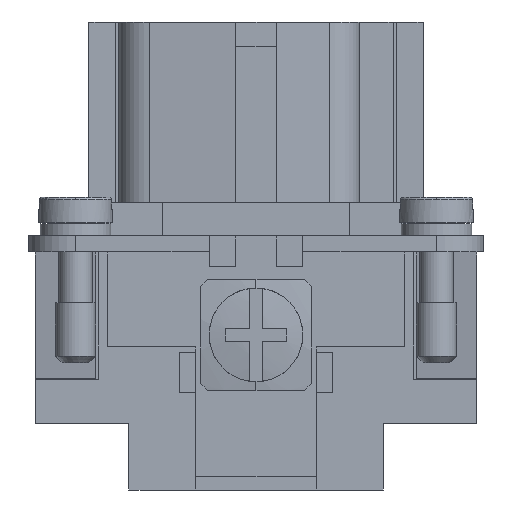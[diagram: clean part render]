
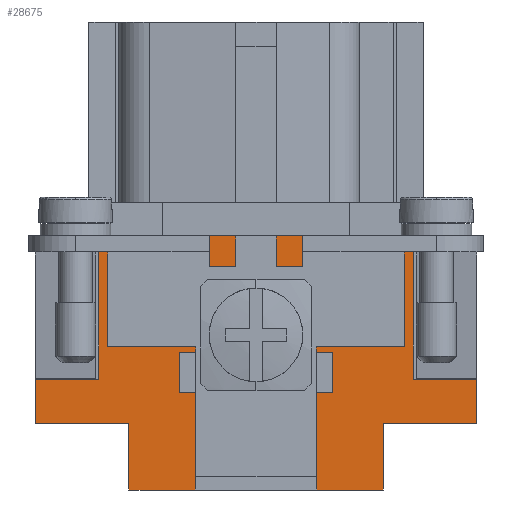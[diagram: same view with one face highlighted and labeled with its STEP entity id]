
A CAD part, left-side view. The second image highlights one B-rep face of the part: STEP entity #28675.
In plain terms, the highlighted planar face has unit normal (-1, 0, 0).
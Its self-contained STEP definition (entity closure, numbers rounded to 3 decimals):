
#20480=CARTESIAN_POINT('',(-21.55,11.75,19.0));
#20481=VERTEX_POINT('',#20480);
#20488=CARTESIAN_POINT('',(-21.55,-11.75,19.0));
#20489=VERTEX_POINT('',#20488);
#20490=CARTESIAN_POINT('',(-21.55,-11.75,19.0));
#20491=DIRECTION('',(0.0,1.0,0.0));
#20492=VECTOR('',#20491,23.5);
#20493=LINE('',#20490,#20492);
#20494=EDGE_CURVE('',#20489,#20481,#20493,.T.);
#25246=CARTESIAN_POINT('',(-21.55,-11.75,8.3));
#25247=VERTEX_POINT('',#25246);
#25256=CARTESIAN_POINT('',(-21.55,-11.75,8.3));
#25257=DIRECTION('',(0.0,0.0,1.0));
#25258=VECTOR('',#25257,10.7);
#25259=LINE('',#25256,#25258);
#25260=EDGE_CURVE('',#25247,#20489,#25259,.T.);
#25270=CARTESIAN_POINT('',(-21.55,-16.5,8.3));
#25271=VERTEX_POINT('',#25270);
#25272=CARTESIAN_POINT('',(-21.55,-16.5,8.3));
#25273=DIRECTION('',(0.0,1.0,0.0));
#25274=VECTOR('',#25273,4.75);
#25275=LINE('',#25272,#25274);
#25276=EDGE_CURVE('',#25271,#25247,#25275,.T.);
#25294=CARTESIAN_POINT('',(-21.55,11.75,8.3));
#25295=VERTEX_POINT('',#25294);
#25304=CARTESIAN_POINT('',(-21.55,11.75,19.0));
#25305=DIRECTION('',(0.0,0.0,-1.0));
#25306=VECTOR('',#25305,10.7);
#25307=LINE('',#25304,#25306);
#25308=EDGE_CURVE('',#20481,#25295,#25307,.T.);
#25350=CARTESIAN_POINT('',(-21.55,16.5,8.3));
#25351=VERTEX_POINT('',#25350);
#25352=CARTESIAN_POINT('',(-21.55,11.75,8.3));
#25353=DIRECTION('',(0.0,1.0,0.0));
#25354=VECTOR('',#25353,4.75);
#25355=LINE('',#25352,#25354);
#25356=EDGE_CURVE('',#25295,#25351,#25355,.T.);
#25496=CARTESIAN_POINT('',(-21.55,16.5,5.0));
#25497=VERTEX_POINT('',#25496);
#25504=CARTESIAN_POINT('',(-21.55,16.5,5.0));
#25505=DIRECTION('',(0.0,0.0,1.0));
#25506=VECTOR('',#25505,3.3);
#25507=LINE('',#25504,#25506);
#25508=EDGE_CURVE('',#25497,#25351,#25507,.T.);
#25596=CARTESIAN_POINT('',(-21.55,-16.5,5.0));
#25597=VERTEX_POINT('',#25596);
#25598=CARTESIAN_POINT('',(-21.55,-16.5,5.0));
#25599=DIRECTION('',(0.0,0.0,1.0));
#25600=VECTOR('',#25599,3.3);
#25601=LINE('',#25598,#25600);
#25602=EDGE_CURVE('',#25597,#25271,#25601,.T.);
#28247=CARTESIAN_POINT('',(-21.55,9.5,0.0));
#28248=VERTEX_POINT('',#28247);
#28255=CARTESIAN_POINT('',(-21.55,9.5,5.0));
#28256=VERTEX_POINT('',#28255);
#28257=CARTESIAN_POINT('',(-21.55,9.5,5.0));
#28258=DIRECTION('',(0.0,0.0,-1.0));
#28259=VECTOR('',#28258,5.0);
#28260=LINE('',#28257,#28259);
#28261=EDGE_CURVE('',#28256,#28248,#28260,.T.);
#28287=CARTESIAN_POINT('',(-21.55,-9.5,5.0));
#28288=VERTEX_POINT('',#28287);
#28295=CARTESIAN_POINT('',(-21.55,-9.5,0.0));
#28296=VERTEX_POINT('',#28295);
#28297=CARTESIAN_POINT('',(-21.55,-9.5,0.0));
#28298=DIRECTION('',(0.0,0.0,1.0));
#28299=VECTOR('',#28298,5.0);
#28300=LINE('',#28297,#28299);
#28301=EDGE_CURVE('',#28296,#28288,#28300,.T.);
#28558=CARTESIAN_POINT('',(-21.55,-9.5,5.0));
#28559=DIRECTION('',(0.0,-1.0,0.0));
#28560=VECTOR('',#28559,7.0);
#28561=LINE('',#28558,#28560);
#28562=EDGE_CURVE('',#28288,#25597,#28561,.T.);
#28609=CARTESIAN_POINT('',(-21.55,16.5,5.0));
#28610=DIRECTION('',(0.0,-1.0,0.0));
#28611=VECTOR('',#28610,7.0);
#28612=LINE('',#28609,#28611);
#28613=EDGE_CURVE('',#25497,#28256,#28612,.T.);
#28619=CARTESIAN_POINT('',(-21.55,-16.5,0.0));
#28620=DIRECTION('',(-1.0,0.0,0.0));
#28621=DIRECTION('',(0.0,0.0,1.0));
#28622=AXIS2_PLACEMENT_3D('',#28619,#28620,#28621);
#28623=PLANE('',#28622);
#28624=ORIENTED_EDGE('',*,*,#25260,.T.);
#28625=ORIENTED_EDGE('',*,*,#20494,.T.);
#28626=ORIENTED_EDGE('',*,*,#25308,.T.);
#28627=ORIENTED_EDGE('',*,*,#25356,.T.);
#28628=ORIENTED_EDGE('',*,*,#25508,.F.);
#28629=ORIENTED_EDGE('',*,*,#28613,.T.);
#28630=ORIENTED_EDGE('',*,*,#28261,.T.);
#28631=CARTESIAN_POINT('',(-21.55,4.55,0.0));
#28632=VERTEX_POINT('',#28631);
#28633=CARTESIAN_POINT('',(-21.55,9.5,0.0));
#28634=DIRECTION('',(0.0,-1.0,0.0));
#28635=VECTOR('',#28634,4.95);
#28636=LINE('',#28633,#28635);
#28637=EDGE_CURVE('',#28248,#28632,#28636,.T.);
#28638=ORIENTED_EDGE('',*,*,#28637,.T.);
#28639=CARTESIAN_POINT('',(-21.55,4.55,3.5));
#28640=VERTEX_POINT('',#28639);
#28641=CARTESIAN_POINT('',(-21.55,4.55,0.0));
#28642=DIRECTION('',(0.0,0.0,1.0));
#28643=VECTOR('',#28642,3.5);
#28644=LINE('',#28641,#28643);
#28645=EDGE_CURVE('',#28632,#28640,#28644,.T.);
#28646=ORIENTED_EDGE('',*,*,#28645,.T.);
#28647=CARTESIAN_POINT('',(-21.55,-4.55,3.5));
#28648=VERTEX_POINT('',#28647);
#28649=CARTESIAN_POINT('',(-21.55,4.55,3.5));
#28650=DIRECTION('',(0.0,-1.0,0.0));
#28651=VECTOR('',#28650,9.1);
#28652=LINE('',#28649,#28651);
#28653=EDGE_CURVE('',#28640,#28648,#28652,.T.);
#28654=ORIENTED_EDGE('',*,*,#28653,.T.);
#28655=CARTESIAN_POINT('',(-21.55,-4.55,0.0));
#28656=VERTEX_POINT('',#28655);
#28657=CARTESIAN_POINT('',(-21.55,-4.55,3.5));
#28658=DIRECTION('',(0.0,0.0,-1.0));
#28659=VECTOR('',#28658,3.5);
#28660=LINE('',#28657,#28659);
#28661=EDGE_CURVE('',#28648,#28656,#28660,.T.);
#28662=ORIENTED_EDGE('',*,*,#28661,.T.);
#28663=CARTESIAN_POINT('',(-21.55,-4.55,0.0));
#28664=DIRECTION('',(0.0,-1.0,0.0));
#28665=VECTOR('',#28664,4.95);
#28666=LINE('',#28663,#28665);
#28667=EDGE_CURVE('',#28656,#28296,#28666,.T.);
#28668=ORIENTED_EDGE('',*,*,#28667,.T.);
#28669=ORIENTED_EDGE('',*,*,#28301,.T.);
#28670=ORIENTED_EDGE('',*,*,#28562,.T.);
#28671=ORIENTED_EDGE('',*,*,#25602,.T.);
#28672=ORIENTED_EDGE('',*,*,#25276,.T.);
#28673=EDGE_LOOP('',(#28624,#28625,#28626,#28627,#28628,#28629,#28630,#28638,#28646,#28654,#28662,#28668,#28669,#28670,#28671,#28672));
#28674=FACE_OUTER_BOUND('',#28673,.T.);
#28675=ADVANCED_FACE('',(#28674),#28623,.T.);
